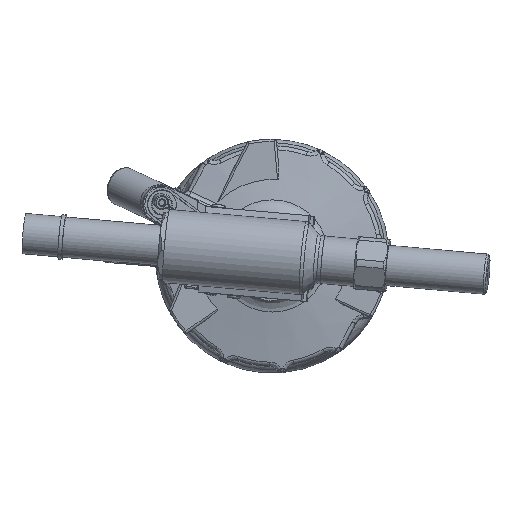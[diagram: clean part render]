
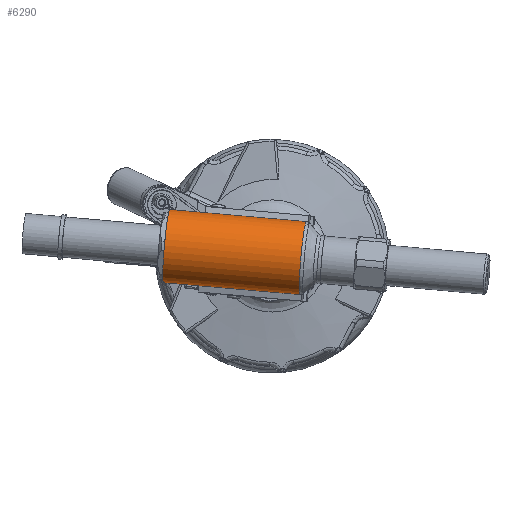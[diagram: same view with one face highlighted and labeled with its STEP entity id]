
A CAD part, top view. The second image highlights one B-rep face of the part: STEP entity #6290.
In plain terms, the highlighted cylindrical face has radius 24.384 mm (diameter 48.768 mm), a full revolution.
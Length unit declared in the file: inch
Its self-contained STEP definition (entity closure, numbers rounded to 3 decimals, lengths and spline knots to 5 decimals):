
#1392=B_SPLINE_CURVE_WITH_KNOTS('',3,(#44216,#44217,#44218,#44219,#44220,
#44221),.UNSPECIFIED.,.F.,.F.,(4,2,4),(0.,0.5,1.),.UNSPECIFIED.);
#1397=B_SPLINE_CURVE_WITH_KNOTS('',3,(#44279,#44280,#44281,#44282,#44283,
#44284),.UNSPECIFIED.,.F.,.F.,(4,2,4),(0.,0.5,1.),
 .UNSPECIFIED.);
#3731=LINE('',#44185,#4825);
#3733=LINE('',#44307,#4827);
#3755=LINE('',#44755,#4849);
#3757=LINE('',#44762,#4851);
#4825=VECTOR('',#28104,1.);
#4827=VECTOR('',#28126,1.);
#4849=VECTOR('',#28276,1.);
#4851=VECTOR('',#28284,1.);
#6290=ADVANCED_FACE('',(#7409,#7410),#7098,.T.);
#7098=CYLINDRICAL_SURFACE('',#23827,0.96);
#7409=FACE_BOUND('',#8527,.T.);
#7410=FACE_BOUND('',#8528,.T.);
#8527=EDGE_LOOP('',(#13378,#13379,#13380,#13381,#13382,#13383,#13384,#13385,
#13386,#13387));
#8528=EDGE_LOOP('',(#13388));
#13378=ORIENTED_EDGE('',*,*,#20017,.T.);
#13379=ORIENTED_EDGE('',*,*,#20125,.T.);
#13380=ORIENTED_EDGE('',*,*,#18309,.T.);
#13381=ORIENTED_EDGE('',*,*,#20121,.T.);
#13382=ORIENTED_EDGE('',*,*,#20049,.T.);
#13383=ORIENTED_EDGE('',*,*,#20041,.T.);
#13384=ORIENTED_EDGE('',*,*,#20038,.T.);
#13385=ORIENTED_EDGE('',*,*,#20034,.T.);
#13386=ORIENTED_EDGE('',*,*,#20030,.T.);
#13387=ORIENTED_EDGE('',*,*,#20024,.T.);
#13388=ORIENTED_EDGE('',*,*,#20134,.T.);
#16173=VERTEX_POINT('',#32708);
#16176=VERTEX_POINT('',#32718);
#17198=VERTEX_POINT('',#44128);
#17200=VERTEX_POINT('',#44131);
#17205=VERTEX_POINT('',#44186);
#17207=VERTEX_POINT('',#44209);
#17210=VERTEX_POINT('',#44267);
#17211=VERTEX_POINT('',#44271);
#17215=VERTEX_POINT('',#44308);
#17219=VERTEX_POINT('',#44395);
#17263=VERTEX_POINT('',#44786);
#18309=EDGE_CURVE('',#16176,#16173,#21339,.T.);
#20017=EDGE_CURVE('',#17200,#17198,#21863,.T.);
#20024=EDGE_CURVE('',#17205,#17200,#3731,.T.);
#20030=EDGE_CURVE('',#17207,#17205,#1392,.T.);
#20034=EDGE_CURVE('',#17210,#17207,#21871,.T.);
#20038=EDGE_CURVE('',#17211,#17210,#1397,.T.);
#20041=EDGE_CURVE('',#17215,#17211,#3733,.T.);
#20049=EDGE_CURVE('',#17219,#17215,#21879,.T.);
#20121=EDGE_CURVE('',#16173,#17219,#3755,.T.);
#20125=EDGE_CURVE('',#17198,#16176,#3757,.T.);
#20134=EDGE_CURVE('',#17263,#17263,#21920,.T.);
#21339=CIRCLE('',#22639,0.96);
#21863=CIRCLE('',#23732,0.96);
#21871=CIRCLE('',#23742,0.96);
#21879=CIRCLE('',#23752,0.96);
#21920=CIRCLE('',#23826,0.96);
#22639=AXIS2_PLACEMENT_3D('',#32768,#25424,#25425);
#23732=AXIS2_PLACEMENT_3D('',#44130,#28093,#28094);
#23742=AXIS2_PLACEMENT_3D('',#44266,#28115,#28116);
#23752=AXIS2_PLACEMENT_3D('',#44397,#28137,#28138);
#23826=AXIS2_PLACEMENT_3D('',#44785,#28316,#28317);
#23827=AXIS2_PLACEMENT_3D('',#44787,#28318,#28319);
#25424=DIRECTION('',(-0.994,0.087,-0.067));
#25425=DIRECTION('',(-0.067,0.006,0.998));
#28093=DIRECTION('',(-0.994,0.087,-0.067));
#28094=DIRECTION('',(0.067,-0.006,-0.998));
#28104=DIRECTION('',(0.994,-0.087,0.067));
#28115=DIRECTION('',(-0.994,0.087,-0.067));
#28116=DIRECTION('',(-0.067,0.006,0.998));
#28126=DIRECTION('',(-0.994,0.087,-0.067));
#28137=DIRECTION('',(-0.994,0.087,-0.067));
#28138=DIRECTION('',(0.067,-0.006,-0.998));
#28276=DIRECTION('',(-0.994,0.087,-0.067));
#28284=DIRECTION('',(0.994,-0.087,0.067));
#28316=DIRECTION('',(0.994,-0.087,0.067));
#28317=DIRECTION('',(0.067,-0.006,-0.998));
#28318=DIRECTION('',(0.994,-0.087,0.067));
#28319=DIRECTION('',(-0.067,0.006,0.998));
#32708=CARTESIAN_POINT('',(0.9223,0.66898,6.83012));
#32718=CARTESIAN_POINT('',(0.79193,-0.81693,6.83035));
#32768=CARTESIAN_POINT('',(0.81651,-0.07032,7.43332));
#44128=CARTESIAN_POINT('',(-2.01409,-0.57076,6.63994));
#44130=CARTESIAN_POINT('',(-1.98951,0.17585,7.24291));
#44131=CARTESIAN_POINT('',(-2.0076,-0.53186,6.59452));
#44185=CARTESIAN_POINT('',(5.26588,-1.16996,7.08806));
#44186=CARTESIAN_POINT('',(-2.41709,-0.49593,6.56673));
#44209=CARTESIAN_POINT('',(-2.55274,-0.37411,6.4548));
#44216=CARTESIAN_POINT('',(-2.55274,-0.37411,6.4548));
#44217=CARTESIAN_POINT('',(-2.55721,-0.40561,6.47997));
#44218=CARTESIAN_POINT('',(-2.54579,-0.43552,6.50758));
#44219=CARTESIAN_POINT('',(-2.49505,-0.47892,6.54994));
#44220=CARTESIAN_POINT('',(-2.45739,-0.49239,6.56398));
#44221=CARTESIAN_POINT('',(-2.41709,-0.49593,6.56673));
#44266=CARTESIAN_POINT('',(-2.55106,0.22512,7.20481));
#44267=CARTESIAN_POINT('',(-2.51138,-0.03632,6.28195));
#44271=CARTESIAN_POINT('',(-2.34456,0.09638,6.26364));
#44279=CARTESIAN_POINT('',(-2.34456,0.09638,6.26364));
#44280=CARTESIAN_POINT('',(-2.38702,0.10009,6.26076));
#44281=CARTESIAN_POINT('',(-2.42416,0.08928,6.25963));
#44282=CARTESIAN_POINT('',(-2.48868,0.03865,6.26461));
#44283=CARTESIAN_POINT('',(-2.50697,0.00497,6.27044));
#44284=CARTESIAN_POINT('',(-2.51138,-0.03632,6.28195));
#44307=CARTESIAN_POINT('',(5.33841,-0.57765,6.78498));
#44308=CARTESIAN_POINT('',(-1.93507,0.06045,6.29143));
#44395=CARTESIAN_POINT('',(-1.88372,0.91515,6.63972));
#44397=CARTESIAN_POINT('',(-1.98951,0.17585,7.24291));
#44755=CARTESIAN_POINT('',(5.38976,0.27705,7.13326));
#44762=CARTESIAN_POINT('',(5.25939,-1.20886,7.13349));
#44785=CARTESIAN_POINT('',(-2.76376,0.24378,7.19038));
#44786=CARTESIAN_POINT('',(-2.69928,0.23797,6.23256));
#44787=CARTESIAN_POINT('',(5.28397,-0.46225,7.73646));
